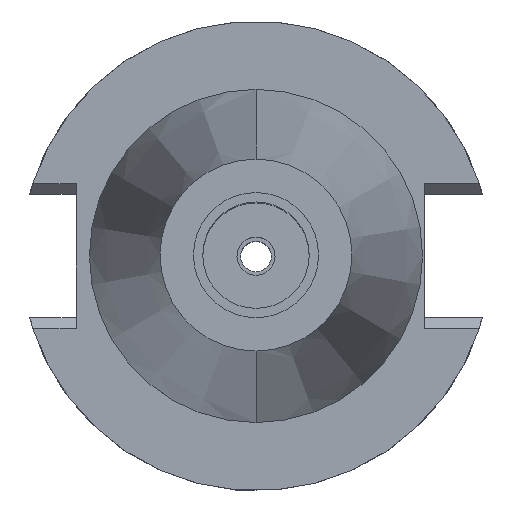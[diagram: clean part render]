
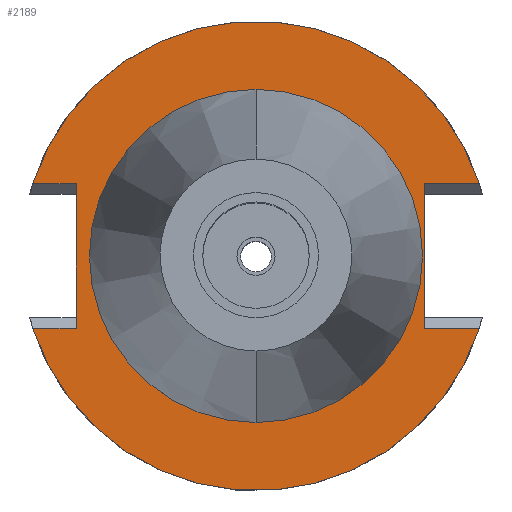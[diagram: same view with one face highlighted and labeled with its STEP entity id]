
A CAD part, top view. The second image highlights one B-rep face of the part: STEP entity #2189.
In plain terms, the highlighted planar face has unit normal (0, 0, 1).
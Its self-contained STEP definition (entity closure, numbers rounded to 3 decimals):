
#9 = VERTEX_POINT ( 'NONE', #2840 ) ;
#34 = EDGE_CURVE ( 'NONE', #1346, #1062, #865, .T. ) ;
#45 = CARTESIAN_POINT ( 'NONE',  ( 0., 0., -1.5 ) ) ;
#135 = DIRECTION ( 'NONE',  ( 0., 0., -1. ) ) ;
#147 = CARTESIAN_POINT ( 'NONE',  ( 46.821, 15.155, -1.5 ) ) ;
#162 = ORIENTED_EDGE ( 'NONE', *, *, #2745, .F. ) ;
#178 = DIRECTION ( 'NONE',  ( 0., -1., 0. ) ) ;
#212 = AXIS2_PLACEMENT_3D ( 'NONE', #2979, #1184, #1440 ) ;
#227 = CARTESIAN_POINT ( 'NONE',  ( 35.27, 15.155, -1.5 ) ) ;
#268 = DIRECTION ( 'NONE',  ( 0., -1., 0. ) ) ;
#276 = CARTESIAN_POINT ( 'NONE',  ( -37.68, 15.155, -1.5 ) ) ;
#284 = EDGE_CURVE ( 'NONE', #3173, #1346, #1684, .T. ) ;
#375 = EDGE_CURVE ( 'NONE', #1062, #1898, #2427, .T. ) ;
#481 = ORIENTED_EDGE ( 'NONE', *, *, #708, .F. ) ;
#533 = LINE ( 'NONE', #227, #1787 ) ;
#535 = DIRECTION ( 'NONE',  ( -1., 0., 0. ) ) ;
#633 = CARTESIAN_POINT ( 'NONE',  ( -37.68, -15.155, -1.5 ) ) ;
#673 = DIRECTION ( 'NONE',  ( 0., -1., 0. ) ) ;
#682 = CARTESIAN_POINT ( 'NONE',  ( 0., -34.925, -1.5 ) ) ;
#708 = EDGE_CURVE ( 'NONE', #2586, #2407, #3211, .T. ) ;
#738 = CARTESIAN_POINT ( 'NONE',  ( 35.27, 15.155, -1.5 ) ) ;
#773 = CARTESIAN_POINT ( 'NONE',  ( -37.68, -15.155, -1.5 ) ) ;
#794 = ORIENTED_EDGE ( 'NONE', *, *, #1658, .F. ) ;
#826 = DIRECTION ( 'NONE',  ( 0., 0., 1. ) ) ;
#830 = VECTOR ( 'NONE', #2757, 1000. ) ;
#852 = ORIENTED_EDGE ( 'NONE', *, *, #2695, .T. ) ;
#865 = LINE ( 'NONE', #2434, #1699 ) ;
#952 = DIRECTION ( 'NONE',  ( 0., 1., 0. ) ) ;
#986 = DIRECTION ( 'NONE',  ( 1., 0., 0. ) ) ;
#1040 = VERTEX_POINT ( 'NONE', #276 ) ;
#1062 = VERTEX_POINT ( 'NONE', #2923 ) ;
#1106 = VERTEX_POINT ( 'NONE', #147 ) ;
#1152 = CARTESIAN_POINT ( 'NONE',  ( -37.68, 15.155, -1.5 ) ) ;
#1173 = ORIENTED_EDGE ( 'NONE', *, *, #1807, .T. ) ;
#1175 = CARTESIAN_POINT ( 'NONE',  ( 35.27, 15.155, -1.5 ) ) ;
#1184 = DIRECTION ( 'NONE',  ( 0., 0., -1. ) ) ;
#1220 = DIRECTION ( 'NONE',  ( 0., 1., 0. ) ) ;
#1346 = VERTEX_POINT ( 'NONE', #2530 ) ;
#1363 = ORIENTED_EDGE ( 'NONE', *, *, #375, .F. ) ;
#1412 = CARTESIAN_POINT ( 'NONE',  ( 0., 0., -1.5 ) ) ;
#1415 = VECTOR ( 'NONE', #178, 1000. ) ;
#1440 = DIRECTION ( 'NONE',  ( 0., -1., 0. ) ) ;
#1558 = CARTESIAN_POINT ( 'NONE',  ( -46.821, -15.155, -1.5 ) ) ;
#1654 = DIRECTION ( 'NONE',  ( 1., 0., 0. ) ) ;
#1658 = EDGE_CURVE ( 'NONE', #2311, #1106, #3187, .T. ) ;
#1684 = LINE ( 'NONE', #1175, #1415 ) ;
#1699 = VECTOR ( 'NONE', #1654, 1000. ) ;
#1700 = CARTESIAN_POINT ( 'NONE',  ( 0., 34.925, -1.5 ) ) ;
#1717 = AXIS2_PLACEMENT_3D ( 'NONE', #45, #826, #1220 ) ;
#1728 = FACE_OUTER_BOUND ( 'NONE', #2773, .T. ) ;
#1731 = CARTESIAN_POINT ( 'NONE',  ( 0., 0., -1.5 ) ) ;
#1787 = VECTOR ( 'NONE', #986, 1000. ) ;
#1807 = EDGE_CURVE ( 'NONE', #3173, #1106, #533, .T. ) ;
#1860 = EDGE_LOOP ( 'NONE', ( #481, #162 ) ) ;
#1898 = VERTEX_POINT ( 'NONE', #1558 ) ;
#1942 = LINE ( 'NONE', #1152, #830 ) ;
#2027 = ORIENTED_EDGE ( 'NONE', *, *, #2147, .F. ) ;
#2039 = LINE ( 'NONE', #773, #3245 ) ;
#2147 = EDGE_CURVE ( 'NONE', #9, #1040, #2719, .T. ) ;
#2166 = AXIS2_PLACEMENT_3D ( 'NONE', #1731, #2511, #2694 ) ;
#2189 = ADVANCED_FACE ( 'NONE', ( #1728, #2976 ), #2702, .F. ) ;
#2283 = EDGE_CURVE ( 'NONE', #1040, #2311, #1942, .T. ) ;
#2311 = VERTEX_POINT ( 'NONE', #2949 ) ;
#2393 = AXIS2_PLACEMENT_3D ( 'NONE', #3099, #2580, #268 ) ;
#2407 = VERTEX_POINT ( 'NONE', #682 ) ;
#2427 = CIRCLE ( 'NONE', #212, 49.212 ) ;
#2434 = CARTESIAN_POINT ( 'NONE',  ( 35.27, -15.155, -1.5 ) ) ;
#2511 = DIRECTION ( 'NONE',  ( 0., 0., -1. ) ) ;
#2530 = CARTESIAN_POINT ( 'NONE',  ( 35.27, -15.155, -1.5 ) ) ;
#2580 = DIRECTION ( 'NONE',  ( 0., 0., 1. ) ) ;
#2586 = VERTEX_POINT ( 'NONE', #1700 ) ;
#2618 = CIRCLE ( 'NONE', #2393, 34.925 ) ;
#2664 = VECTOR ( 'NONE', #952, 1000. ) ;
#2666 = ORIENTED_EDGE ( 'NONE', *, *, #284, .F. ) ;
#2694 = DIRECTION ( 'NONE',  ( 0., 1., 0. ) ) ;
#2695 = EDGE_CURVE ( 'NONE', #9, #1898, #2039, .T. ) ;
#2702 = PLANE ( 'NONE',  #3188 ) ;
#2719 = LINE ( 'NONE', #633, #2664 ) ;
#2745 = EDGE_CURVE ( 'NONE', #2407, #2586, #2618, .T. ) ;
#2757 = DIRECTION ( 'NONE',  ( -1., 0., 0. ) ) ;
#2773 = EDGE_LOOP ( 'NONE', ( #852, #1363, #3142, #2666, #1173, #794, #3088, #2027 ) ) ;
#2840 = CARTESIAN_POINT ( 'NONE',  ( -37.68, -15.155, -1.5 ) ) ;
#2923 = CARTESIAN_POINT ( 'NONE',  ( 46.821, -15.155, -1.5 ) ) ;
#2949 = CARTESIAN_POINT ( 'NONE',  ( -46.821, 15.155, -1.5 ) ) ;
#2976 = FACE_BOUND ( 'NONE', #1860, .T. ) ;
#2979 = CARTESIAN_POINT ( 'NONE',  ( 0., 0., -1.5 ) ) ;
#3088 = ORIENTED_EDGE ( 'NONE', *, *, #2283, .F. ) ;
#3099 = CARTESIAN_POINT ( 'NONE',  ( 0., 0., -1.5 ) ) ;
#3142 = ORIENTED_EDGE ( 'NONE', *, *, #34, .F. ) ;
#3173 = VERTEX_POINT ( 'NONE', #738 ) ;
#3187 = CIRCLE ( 'NONE', #2166, 49.212 ) ;
#3188 = AXIS2_PLACEMENT_3D ( 'NONE', #1412, #135, #673 ) ;
#3211 = CIRCLE ( 'NONE', #1717, 34.925 ) ;
#3245 = VECTOR ( 'NONE', #535, 1000. ) ;
